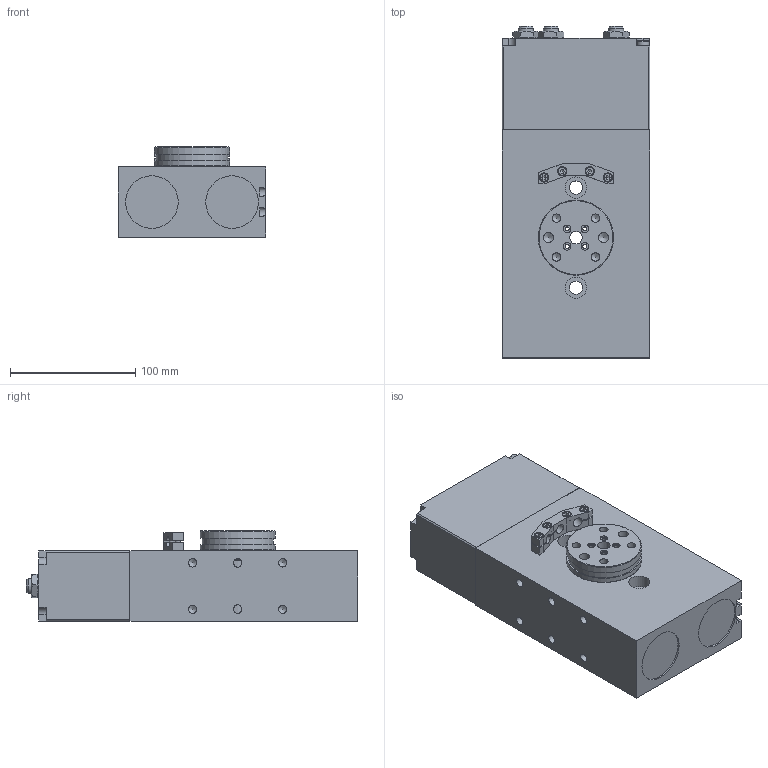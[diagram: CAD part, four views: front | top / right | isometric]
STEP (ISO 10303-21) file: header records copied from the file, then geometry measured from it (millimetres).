
FILE_DESCRIPTION(/* description */ (''),/* implementation_level */ '2;1');
FILE_NAME(/* name */ 'PAO 40-D-F8-N-V3-RA.stp',/* time_stamp */ '2021-09-22T10:42:29+02:00',/* author */ ('Emilio'),/* organization */ (''),/* preprocessor_version */ 'ST-DEVELOPER v17.2',/* originating_system */ 'Autodesk Inventor 2019',/* authorisation */ '');
FILE_SCHEMA (('AUTOMOTIVE_DESIGN { 1 0 10303 214 3 1 1 }'));
Length unit declared in the file: millimetre
Products named in the file (11): PAO 40-D-F8-N-V3-RA; PAO-40-CORPO; TARGHETTA 22X52; PAO-40-TESTATA VERS D; DIN 6912 - M6 x 70; PAO-40-ALBERO; PAO-40-STAFFETTA SENSORI; ISO 4762 - M4 x 8ISO; ISO 4762 - M4 x 16ISO; AS 1421 - M12 x 40 punta piana; DIN EN ISO 4035 - M12
Assembly tree (17 placements, depth 2):
  PAO 40-D-F8-N-V3-RA
    PAO-40-CORPO
    TARGHETTA 22X52
    PAO-40-TESTATA VERS D
    DIN 6912 - M6 x 70  x2
    PAO-40-ALBERO
    PAO-40-STAFFETTA SENSORI
    ISO 4762 - M4 x 8ISO  x2
    ISO 4762 - M4 x 16ISO  x2
    AS 1421 - M12 x 40 punta piana  x3
    DIN EN ISO 4035 - M12  x3
Bounding box: 118.01 x 265 x 72 mm (x, y, z)
Volume: 1651472 mm3; surface area: 184685.2 mm2
Topology: 17 solids, 24 shells, 689 faces, 1912 edges, 1311 vertices
Faces by surface type: plane 369, cylinder 131, bspline 99, cone 80, torus 10
Full cylindrical faces by diameter (mm): 2.816 x1, 3 x2, 3.2 x4, 3.242 x4, 4 x4, 4.134 x2, 4.5 x7, 4.917 x10, 6 x10, 6.5 x5, 6.647 x8, 6.8 x2, 7 x4, 7.5 x4, 8 x2, 8.566 x3, 10 x5, 10.106 x6, 10.5 x2, 11 x1, 12 x3, 17 x2, 27 x2, 36.5 x1, 40 x1, 42 x4, 44 x1, 52 x1, 55 x1, 57 x1
Entity records: 20060 total; most frequent: CARTESIAN_POINT 4537, ORIENTED_EDGE 3244, DIRECTION 2860, EDGE_CURVE 1622, VERTEX_POINT 1142, LINE 954, VECTOR 954, AXIS2_PLACEMENT_3D 953
